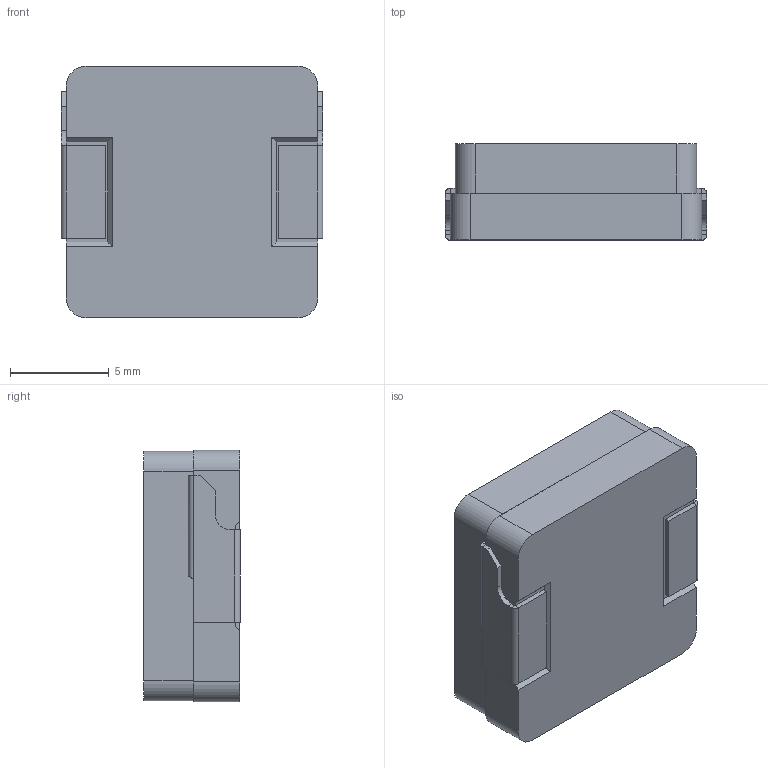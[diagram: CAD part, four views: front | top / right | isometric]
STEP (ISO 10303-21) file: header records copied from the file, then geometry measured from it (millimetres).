
FILE_DESCRIPTION (( 'STEP AP214' ), '1' );
FILE_NAME ('IHLP5050EZ (0.1-1.5uH).STEP', '2014-08-20T20:51:20', ( '' ), ( '' ), 'SwSTEP 2.0', 'SolidWorks 2014', '' );
FILE_SCHEMA (( 'AUTOMOTIVE_DESIGN' ));
Length unit declared in the file: inch
Products named in the file (1): IHLP5050EZ (0.1-1.5uH)
Bounding box: 13.26 x 4.89 x 12.76 mm (x, y, z)
Volume: 775.3 mm3; surface area: 574.4 mm2
Topology: 1 solids, 1 shells, 76 faces, 206 edges, 132 vertices
Faces by surface type: plane 56, cylinder 18, bspline 2
Entity records: 3422 total; most frequent: CARTESIAN_POINT 479, ORIENTED_EDGE 412, DIRECTION 380, EDGE_CURVE 206, LINE 162, VECTOR 162, VERTEX_POINT 132, AXIS2_PLACEMENT_3D 109
